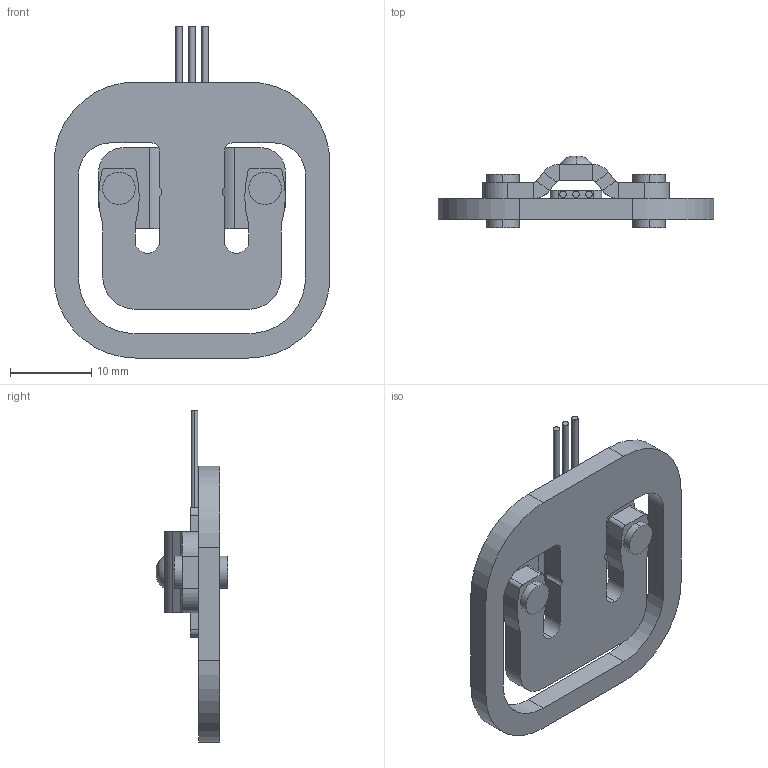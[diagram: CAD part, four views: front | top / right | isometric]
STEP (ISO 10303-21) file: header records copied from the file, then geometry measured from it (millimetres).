
FILE_DESCRIPTION (( 'STEP AP214' ), '1' );
FILE_NAME ('50 kg Load Cell Resistance Strain Half Bridge Sensor.STEP', '2018-10-24T06:28:40', ( '' ), ( '' ), 'SwSTEP 2.0', 'SolidWorks 2018', '' );
FILE_SCHEMA (( 'AUTOMOTIVE_DESIGN' ));
Length unit declared in the file: millimetre
Products named in the file (12): SIDE RIVET, 50 kg Load Cell Resistance Strain Half Bridge Sensor; WIRED CONNECTION, 50 kg Load Cell Resistance Strain Half Bridge Sensor; BASE, 50 kg Load Cell Resistance Strain Half Bridge Sensor; MIDDLE RIVET, 50 kg Load Cell Resistance Strain Half Bridge Sensor; FLANGED TOP, 50 kg Load Cell Resistance Strain Half Bridge Sensor; 50 kg Load Cell Resistance Strain Half Bridge Sensor
Assembly tree (6 placements, depth 2):
  SIDE RIVET, 50 kg Load Cell Resistance Strain Half Bridge Sensor
  SIDE RIVET, 50 kg Load Cell Resistance Strain Half Bridge Sensor
  BASE, 50 kg Load Cell Resistance Strain Half Bridge Sensor
  MIDDLE RIVET, 50 kg Load Cell Resistance Strain Half Bridge Sensor
  50 kg Load Cell Resistance Strain Half Bridge Sensor
    BASE, 50 kg Load Cell Resistance Strain Half Bridge Sensor
    FLANGED TOP, 50 kg Load Cell Resistance Strain Half Bridge Sensor
    SIDE RIVET, 50 kg Load Cell Resistance Strain Half Bridge Sensor  x2
    MIDDLE RIVET, 50 kg Load Cell Resistance Strain Half Bridge Sensor
    WIRED CONNECTION, 50 kg Load Cell Resistance Strain Half Bridge Sensor
Bounding box: 34 x 8.82 x 40.9 mm (x, y, z)
Volume: 2703.7 mm3; surface area: 3637.2 mm2
Topology: 6 solids, 6 shells, 145 faces, 346 edges, 219 vertices
Faces by surface type: cylinder 72, plane 71, torus 2
Entity records: 4358 total; most frequent: DIRECTION 752, CARTESIAN_POINT 678, ORIENTED_EDGE 652, EDGE_CURVE 326, AXIS2_PLACEMENT_3D 281, VERTEX_POINT 207, VECTOR 190, LINE 190
